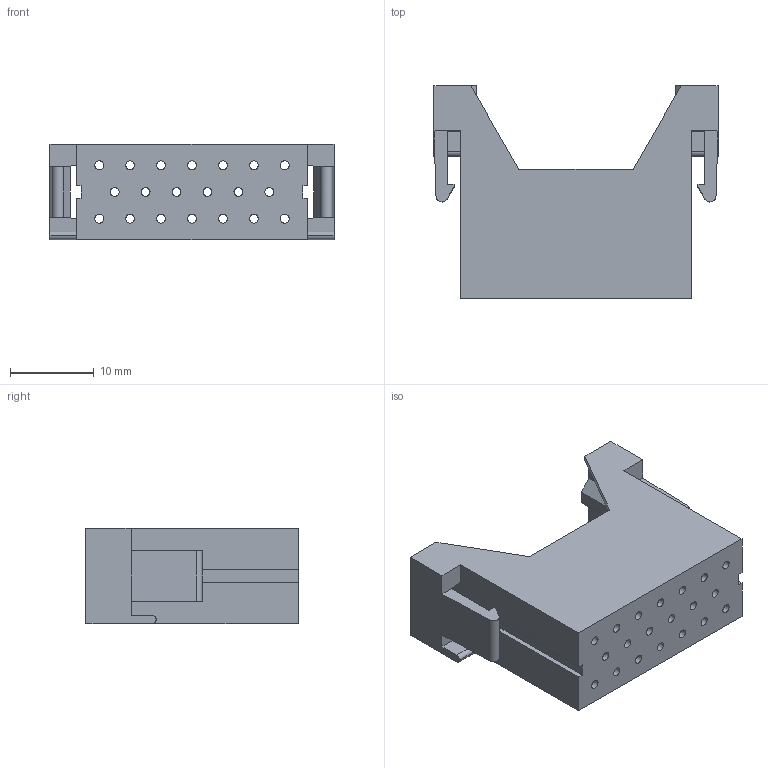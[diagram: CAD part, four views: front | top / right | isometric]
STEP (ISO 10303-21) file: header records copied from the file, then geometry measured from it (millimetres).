
FILE_DESCRIPTION(/* description */ (''),/* implementation_level */ '2;1');
FILE_NAME(/* name */ 'C146_A20_001_G8.stp',/* time_stamp */ '2018-02-20T10:18:13+01:00',/* author */ (''),/* organization */ (''),/* preprocessor_version */ 'ST-DEVELOPER v16',/* originating_system */ 'SIEMENS PLM Software NX 11.0',/* authorisation */ '');
FILE_SCHEMA (('AP203_CONFIGURATION_CONTROLLED_3D_DESIGN_OF_MECHANICAL_PARTS_AND_ASSEMBLIES_MIM_LF { 1 0 10303 403 2 1 2}'));
Length unit declared in the file: millimetre
Products named in the file (1): c146 a20 001 g8nxm001-03
Bounding box: 34 x 25.4 x 11.4 mm (x, y, z)
Volume: 3882.6 mm3; surface area: 4358.8 mm2
Topology: 1 solids, 1 shells, 108 faces, 328 edges, 220 vertices
Faces by surface type: plane 72, cylinder 36
Full cylindrical faces by diameter (mm): 1.05 x20
Entity records: 4338 total; most frequent: CARTESIAN_POINT 597, DIRECTION 578, ORIENTED_EDGE 576, EDGE_CURVE 288, LINE 216, VECTOR 216, VERTEX_POINT 200, AXIS2_PLACEMENT_3D 181
